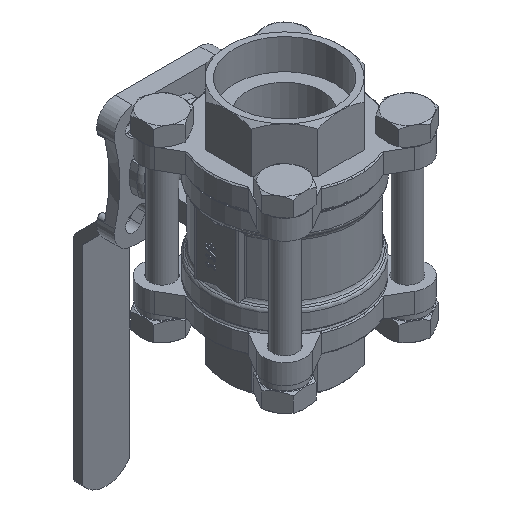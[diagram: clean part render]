
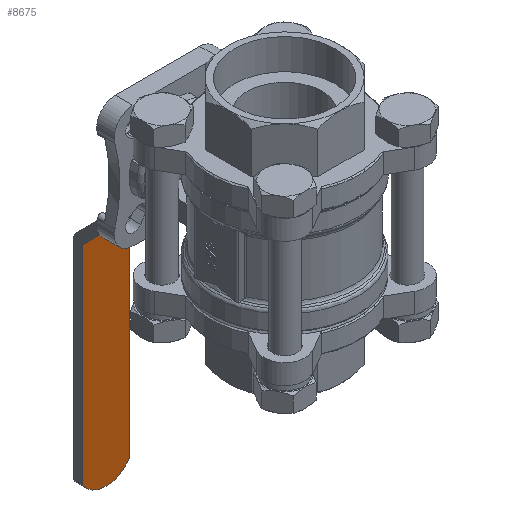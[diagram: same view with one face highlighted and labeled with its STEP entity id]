
A CAD part, isometric view. The second image highlights one B-rep face of the part: STEP entity #8675.
In plain terms, the highlighted planar face has unit normal (0, -1, 0).
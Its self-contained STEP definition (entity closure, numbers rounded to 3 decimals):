
#527=LINE('',#15589,#1039);
#528=LINE('',#15592,#1040);
#529=LINE('',#15596,#1041);
#1039=VECTOR('',#11800,1000.);
#1040=VECTOR('',#11801,1000.);
#1041=VECTOR('',#11804,1000.);
#1419=PLANE('',#9592);
#1808=CIRCLE('',#9593,12.);
#4157=ORIENTED_EDGE('',*,*,#5546,.T.);
#4158=ORIENTED_EDGE('',*,*,#5547,.T.);
#4159=ORIENTED_EDGE('',*,*,#5548,.T.);
#4160=ORIENTED_EDGE('',*,*,#5549,.T.);
#5546=EDGE_CURVE('',#6413,#6414,#527,.T.);
#5547=EDGE_CURVE('',#6414,#6415,#528,.T.);
#5548=EDGE_CURVE('',#6415,#6416,#1808,.F.);
#5549=EDGE_CURVE('',#6416,#6413,#529,.T.);
#6413=VERTEX_POINT('',#15590);
#6414=VERTEX_POINT('',#15591);
#6415=VERTEX_POINT('',#15593);
#6416=VERTEX_POINT('',#15595);
#7394=EDGE_LOOP('',(#4157,#4158,#4159,#4160));
#8014=FACE_BOUND('',#7394,.T.);
#8675=ADVANCED_FACE('',(#8014),#1419,.F.);
#9592=AXIS2_PLACEMENT_3D('',#15588,#11798,#11799);
#9593=AXIS2_PLACEMENT_3D('',#15594,#11802,#11803);
#11798=DIRECTION('',(0.,1.,0.));
#11799=DIRECTION('',(0.,0.,1.));
#11800=DIRECTION('',(-1.,0.,0.));
#11801=DIRECTION('',(0.,0.,-1.));
#11802=DIRECTION('',(0.,1.,0.));
#11803=DIRECTION('',(0.,0.,1.));
#11804=DIRECTION('',(0.,0.,1.));
#15588=CARTESIAN_POINT('',(11.25,22.,-44.157));
#15589=CARTESIAN_POINT('',(11.25,22.,-44.364));
#15590=CARTESIAN_POINT('',(10.,22.,-44.364));
#15591=CARTESIAN_POINT('',(-10.,22.,-44.364));
#15592=CARTESIAN_POINT('',(-10.,22.,-44.157));
#15593=CARTESIAN_POINT('',(-10.,22.,-133.133));
#15594=CARTESIAN_POINT('',(0.,22.,-126.5));
#15595=CARTESIAN_POINT('',(10.,22.,-133.133));
#15596=CARTESIAN_POINT('',(10.,22.,-44.157));
